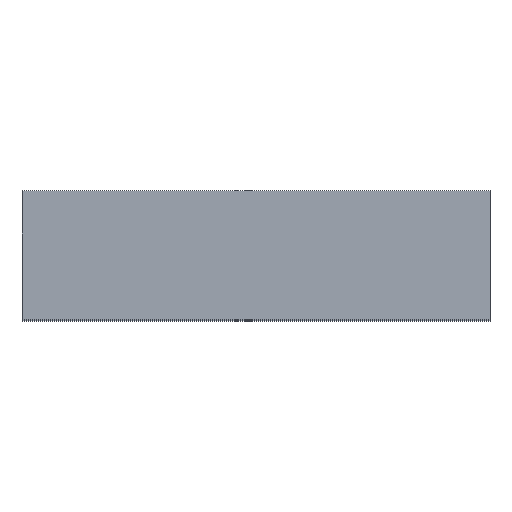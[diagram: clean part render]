
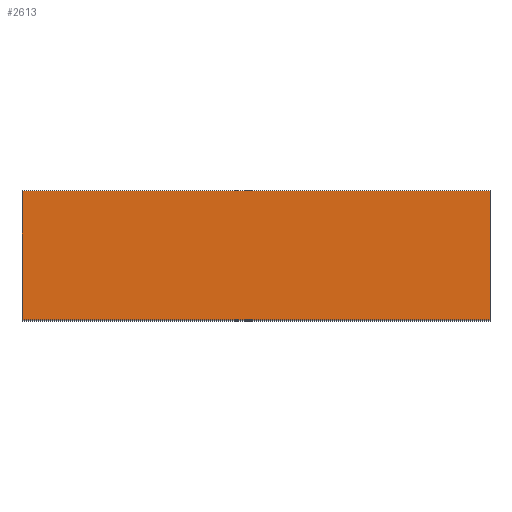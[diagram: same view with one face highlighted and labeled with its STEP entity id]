
A CAD part, top view. The second image highlights one B-rep face of the part: STEP entity #2613.
In plain terms, the highlighted planar face has unit normal (0, 0, 1).
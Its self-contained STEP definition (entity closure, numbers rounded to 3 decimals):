
#276=FACE_OUTER_BOUND('',#423,.T.);
#423=EDGE_LOOP('',(#1746,#1747,#1748,#1749));
#582=LINE('',#3237,#825);
#583=LINE('',#3240,#826);
#584=LINE('',#3242,#827);
#585=LINE('',#3243,#828);
#825=VECTOR('',#2856,10.);
#826=VECTOR('',#2859,10.);
#827=VECTOR('',#2860,10.);
#828=VECTOR('',#2861,10.);
#1065=VERTEX_POINT('',#3233);
#1066=VERTEX_POINT('',#3235);
#1067=VERTEX_POINT('',#3239);
#1068=VERTEX_POINT('',#3241);
#1338=EDGE_CURVE('',#1065,#1066,#582,.T.);
#1339=EDGE_CURVE('',#1067,#1065,#583,.T.);
#1340=EDGE_CURVE('',#1068,#1066,#584,.T.);
#1341=EDGE_CURVE('',#1067,#1068,#585,.T.);
#1746=ORIENTED_EDGE('',*,*,#1339,.T.);
#1747=ORIENTED_EDGE('',*,*,#1338,.T.);
#1748=ORIENTED_EDGE('',*,*,#1340,.F.);
#1749=ORIENTED_EDGE('',*,*,#1341,.F.);
#2547=PLANE('',#2776);
#2613=ADVANCED_FACE('',(#276),#2547,.T.);
#2776=AXIS2_PLACEMENT_3D('',#3238,#2857,#2858);
#2856=DIRECTION('',(1.,0.,0.));
#2857=DIRECTION('center_axis',(0.,0.,1.));
#2858=DIRECTION('ref_axis',(0.,-1.,0.));
#2859=DIRECTION('',(0.,-1.,0.));
#2860=DIRECTION('',(0.,-1.,0.));
#2861=DIRECTION('',(1.,0.,0.));
#3233=CARTESIAN_POINT('',(0.,-0.05,5.13));
#3235=CARTESIAN_POINT('',(2.54,-0.05,5.13));
#3237=CARTESIAN_POINT('',(0.,-0.05,5.13));
#3238=CARTESIAN_POINT('Origin',(0.,0.65,5.13));
#3239=CARTESIAN_POINT('',(0.,0.65,5.13));
#3240=CARTESIAN_POINT('',(0.,0.65,5.13));
#3241=CARTESIAN_POINT('',(2.54,0.65,5.13));
#3242=CARTESIAN_POINT('',(2.54,0.65,5.13));
#3243=CARTESIAN_POINT('',(0.,0.65,5.13));
